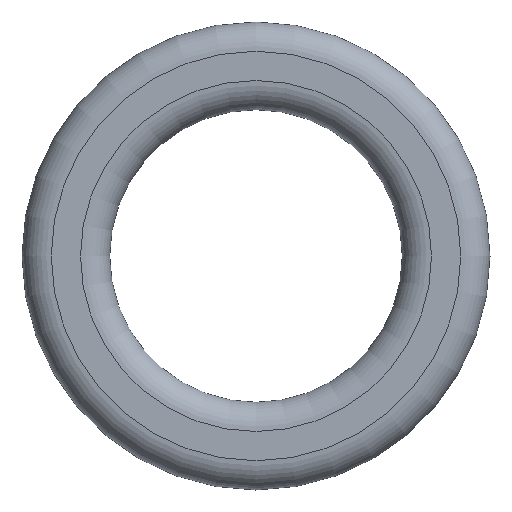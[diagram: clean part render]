
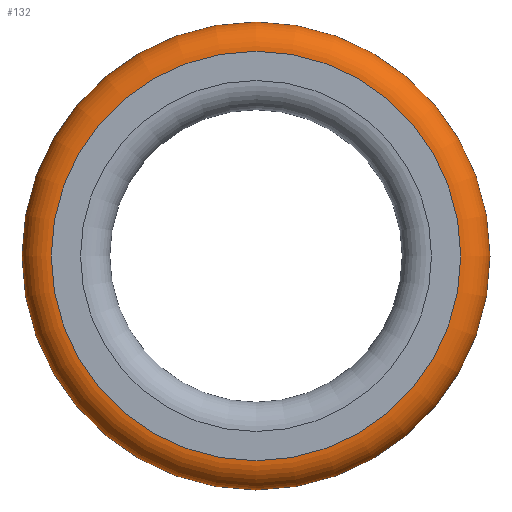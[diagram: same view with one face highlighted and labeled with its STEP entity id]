
A CAD part, front view. The second image highlights one B-rep face of the part: STEP entity #132.
In plain terms, the highlighted toroidal (fillet/blend) face has major radius 7 mm and minor radius 1 mm.
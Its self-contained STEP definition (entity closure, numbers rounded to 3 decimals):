
#28=FACE_OUTER_BOUND('',#37,.T.);
#37=EDGE_LOOP('',(#102,#103,#104,#105,#106));
#47=CIRCLE('',#166,7.);
#50=CIRCLE('',#171,8.);
#51=CIRCLE('',#172,1.);
#52=CIRCLE('',#173,8.);
#62=VERTEX_POINT('',#246);
#65=VERTEX_POINT('',#255);
#66=VERTEX_POINT('',#256);
#75=EDGE_CURVE('',#62,#62,#47,.T.);
#79=EDGE_CURVE('',#65,#66,#50,.T.);
#80=EDGE_CURVE('',#66,#62,#51,.T.);
#81=EDGE_CURVE('',#66,#65,#52,.T.);
#102=ORIENTED_EDGE('',*,*,#79,.T.);
#103=ORIENTED_EDGE('',*,*,#80,.T.);
#104=ORIENTED_EDGE('',*,*,#75,.T.);
#105=ORIENTED_EDGE('',*,*,#80,.F.);
#106=ORIENTED_EDGE('',*,*,#81,.T.);
#126=TOROIDAL_SURFACE('',#170,7.,1.);
#132=ADVANCED_FACE('',(#28),#126,.T.);
#166=AXIS2_PLACEMENT_3D('',#247,#198,#199);
#170=AXIS2_PLACEMENT_3D('',#254,#207,#208);
#171=AXIS2_PLACEMENT_3D('',#257,#209,#210);
#172=AXIS2_PLACEMENT_3D('',#258,#211,#212);
#173=AXIS2_PLACEMENT_3D('',#259,#213,#214);
#198=DIRECTION('center_axis',(0.,1.,0.));
#199=DIRECTION('ref_axis',(1.,0.,0.));
#207=DIRECTION('center_axis',(0.,1.,0.));
#208=DIRECTION('ref_axis',(0.,0.,1.));
#209=DIRECTION('center_axis',(0.,-1.,0.));
#210=DIRECTION('ref_axis',(1.,0.,0.));
#211=DIRECTION('center_axis',(-1.,0.,0.));
#212=DIRECTION('ref_axis',(0.,0.,-1.));
#213=DIRECTION('center_axis',(0.,-1.,0.));
#214=DIRECTION('ref_axis',(1.,0.,0.));
#246=CARTESIAN_POINT('',(0.,0.,-7.));
#247=CARTESIAN_POINT('Origin',(0.,0.,0.));
#254=CARTESIAN_POINT('Origin',(0.,1.,0.));
#255=CARTESIAN_POINT('',(8.,1.,0.));
#256=CARTESIAN_POINT('',(0.,1.,-8.));
#257=CARTESIAN_POINT('Origin',(0.,1.,0.));
#258=CARTESIAN_POINT('Origin',(0.,1.,-7.));
#259=CARTESIAN_POINT('Origin',(0.,1.,0.));
